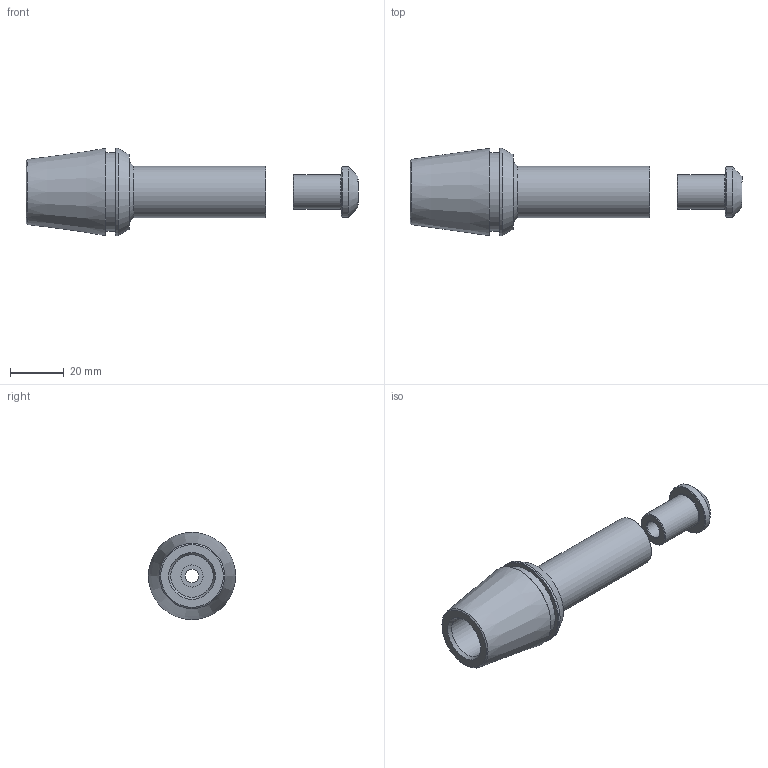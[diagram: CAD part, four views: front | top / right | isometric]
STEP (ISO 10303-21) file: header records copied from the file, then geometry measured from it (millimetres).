
FILE_DESCRIPTION(/* description */ (''),/* implementation_level */ '2;1');
FILE_NAME(/* name */ 'ER32-SSA.500-2.0M.step',/* time_stamp */ '2025-12-02T15:15:44-06:00',/* author */ (''),/* organization */ (''),/* preprocessor_version */ 'ST-DEVELOPER v20.1',/* originating_system */ 'Autodesk Translation Framework v14.21.0.0',/* authorisation */ '');
FILE_SCHEMA (('AUTOMOTIVE_DESIGN { 1 0 10303 214 3 1 1 }'));
Length unit declared in the file: inch
Products named in the file (3): ER32-ER11-1.5M; ER32-ER11-2.0 v4; SSA.500-Cap-M
Assembly tree (2 placements, depth 2):
  ER32-ER11-1.5M
    ER32-ER11-2.0 v4
    SSA.500-Cap-M
Bounding box: 123.41 x 32.41 x 32.41 mm (x, y, z)
Volume: 34526.8 mm3; surface area: 12398.9 mm2
Topology: 2 solids, 2 shells, 58 faces, 120 edges, 74 vertices
Faces by surface type: cone 26, cylinder 20, plane 12
Full cylindrical faces by diameter (mm): 1.905 x8, 5.08 x1, 6.68 x1, 8.23 x1, 9.906 x1, 12.446 x1, 12.7 x2, 15.799 x1, 18.974 x1, 19.05 x1, 29.185 x1, 32.41 x1
Entity records: 1640 total; most frequent: DIRECTION 306, CARTESIAN_POINT 250, ORIENTED_EDGE 224, AXIS2_PLACEMENT_3D 130, EDGE_CURVE 112, EDGE_LOOP 78, VERTEX_POINT 74, CIRCLE 66
